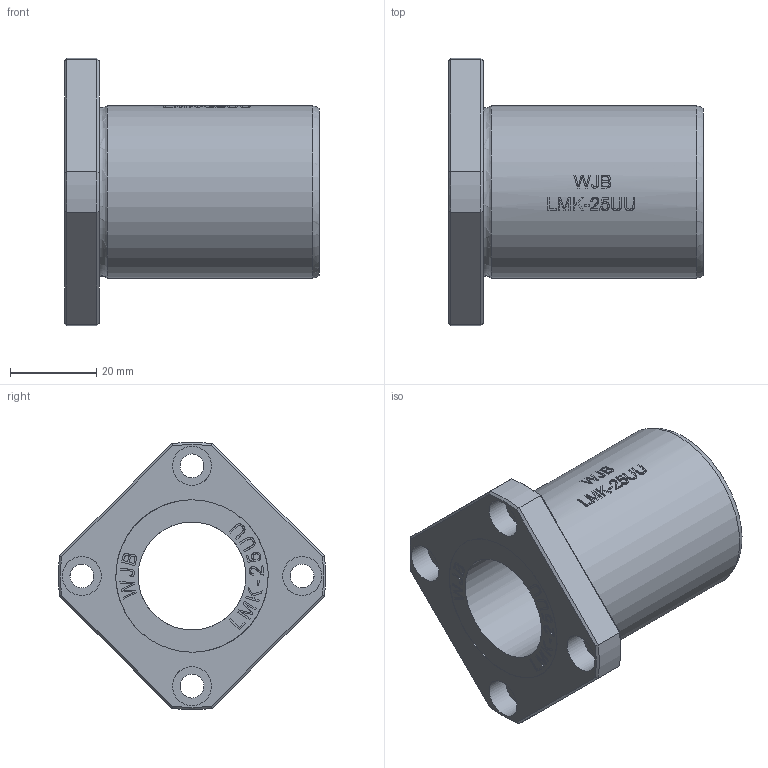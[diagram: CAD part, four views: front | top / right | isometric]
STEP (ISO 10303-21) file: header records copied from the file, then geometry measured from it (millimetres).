
FILE_DESCRIPTION(/* description */ (''),/* implementation_level */ '2;1');
FILE_NAME(/* name */ 'WJB-LMK-25UU.stp',/* time_stamp */ '2018-09-08T12:37:59+08:00',/* author */ (''),/* organization */ (''),/* preprocessor_version */ 'ST-DEVELOPER v11',/* originating_system */ 'SIEMENS UGS NX 6.0',/* authorisation */ '');
FILE_SCHEMA (('CONFIG_CONTROL_DESIGN'));
Length unit declared in the file: millimetre
Products named in the file (1): WJB-LMK-25UU
Bounding box: 59 x 61.92 x 61.92 mm (x, y, z)
Volume: 52555.2 mm3; surface area: 16915.2 mm2
Topology: 1 solids, 1 shells, 359 faces, 942 edges, 631 vertices
Faces by surface type: plane 236, extrusion 84, cylinder 29, cone 8, torus 2
Full cylindrical faces by diameter (mm): 5.5 x4, 9 x4, 25 x1, 35.3 x2, 40 x1
Entity records: 14161 total; most frequent: CARTESIAN_POINT 5921, ORIENTED_EDGE 1856, DIRECTION 1251, EDGE_CURVE 928, VERTEX_POINT 631, VECTOR 541, B_SPLINE_CURVE_WITH_KNOTS 476, LINE 457
